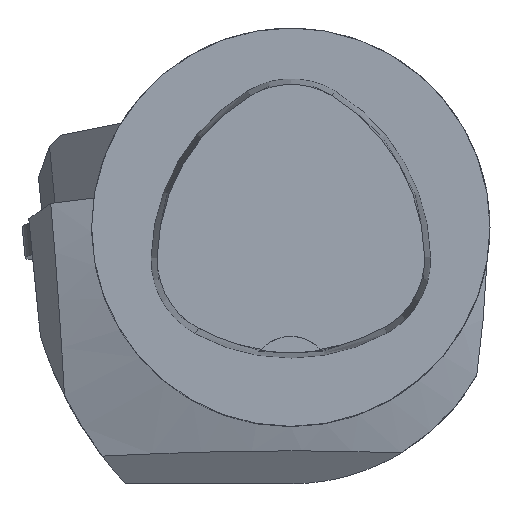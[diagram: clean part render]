
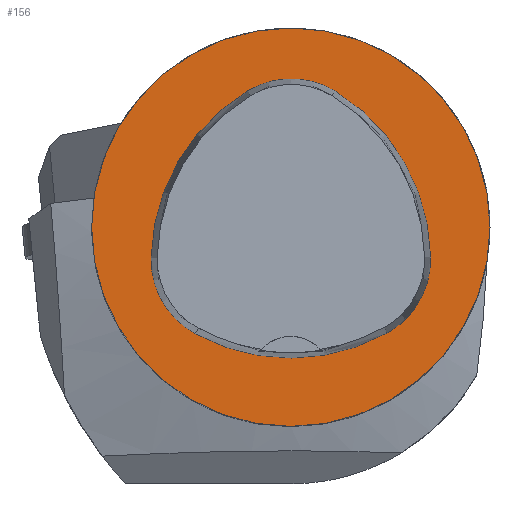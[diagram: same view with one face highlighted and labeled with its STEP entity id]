
A CAD part, top view. The second image highlights one B-rep face of the part: STEP entity #156.
In plain terms, the highlighted face is planar.
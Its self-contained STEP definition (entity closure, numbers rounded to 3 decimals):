
#122=FACE_BOUND('',#359,.T.);
#123=FACE_BOUND('',#360,.T.);
#156=ADVANCED_FACE('',(#122,#123),#235,.T.);
#235=PLANE('',#1551);
#359=EDGE_LOOP('',(#557));
#360=EDGE_LOOP('',(#558,#559,#560,#561,#562,#563));
#474=CIRCLE('',#1544,20.);
#475=CIRCLE('',#1545,20.);
#476=CIRCLE('',#1546,8.5);
#477=CIRCLE('',#1547,20.);
#478=CIRCLE('',#1548,8.5);
#479=CIRCLE('',#1549,20.);
#480=CIRCLE('',#1550,8.5);
#557=ORIENTED_EDGE('',*,*,#1073,.F.);
#558=ORIENTED_EDGE('',*,*,#1074,.T.);
#559=ORIENTED_EDGE('',*,*,#1075,.T.);
#560=ORIENTED_EDGE('',*,*,#1076,.T.);
#561=ORIENTED_EDGE('',*,*,#1077,.T.);
#562=ORIENTED_EDGE('',*,*,#1078,.T.);
#563=ORIENTED_EDGE('',*,*,#1079,.T.);
#943=VERTEX_POINT('',#2253);
#944=VERTEX_POINT('',#2255);
#945=VERTEX_POINT('',#2256);
#946=VERTEX_POINT('',#2258);
#947=VERTEX_POINT('',#2260);
#948=VERTEX_POINT('',#2262);
#949=VERTEX_POINT('',#2264);
#1073=EDGE_CURVE('',#943,#943,#474,.T.);
#1074=EDGE_CURVE('',#944,#945,#475,.T.);
#1075=EDGE_CURVE('',#945,#946,#476,.T.);
#1076=EDGE_CURVE('',#946,#947,#477,.T.);
#1077=EDGE_CURVE('',#947,#948,#478,.T.);
#1078=EDGE_CURVE('',#948,#949,#479,.T.);
#1079=EDGE_CURVE('',#949,#944,#480,.T.);
#1544=AXIS2_PLACEMENT_3D('',#2252,#1725,#1726);
#1545=AXIS2_PLACEMENT_3D('',#2254,#1727,#1728);
#1546=AXIS2_PLACEMENT_3D('',#2257,#1729,#1730);
#1547=AXIS2_PLACEMENT_3D('',#2259,#1731,#1732);
#1548=AXIS2_PLACEMENT_3D('',#2261,#1733,#1734);
#1549=AXIS2_PLACEMENT_3D('',#2263,#1735,#1736);
#1550=AXIS2_PLACEMENT_3D('',#2265,#1737,#1738);
#1551=AXIS2_PLACEMENT_3D('',#2266,#1739,#1740);
#1725=DIRECTION('',(0.,-1.,0.));
#1726=DIRECTION('',(0.,0.,-1.));
#1727=DIRECTION('',(0.,-1.,0.));
#1728=DIRECTION('',(-1.,0.,0.));
#1729=DIRECTION('',(0.,-1.,0.));
#1730=DIRECTION('',(-1.,0.,0.));
#1731=DIRECTION('',(0.,-1.,0.));
#1732=DIRECTION('',(-1.,0.,0.));
#1733=DIRECTION('',(0.,-1.,0.));
#1734=DIRECTION('',(-1.,0.,0.));
#1735=DIRECTION('',(0.,-1.,0.));
#1736=DIRECTION('',(-1.,0.,0.));
#1737=DIRECTION('',(0.,-1.,0.));
#1738=DIRECTION('',(-1.,0.,0.));
#1739=DIRECTION('',(0.,1.,0.));
#1740=DIRECTION('',(0.,0.,1.));
#2252=CARTESIAN_POINT('',(-24.19,50.,0.05));
#2253=CARTESIAN_POINT('',(-24.19,50.,-19.95));
#2254=CARTESIAN_POINT('',(-24.168,50.,6.914));
#2255=CARTESIAN_POINT('',(-33.845,50.,-10.589));
#2256=CARTESIAN_POINT('',(-14.602,50.,-10.649));
#2257=CARTESIAN_POINT('',(-18.668,50.,-3.185));
#2258=CARTESIAN_POINT('',(-10.169,50.,-3.025));
#2259=CARTESIAN_POINT('',(-30.166,50.,-3.4));
#2260=CARTESIAN_POINT('',(-19.843,50.,13.73));
#2261=CARTESIAN_POINT('',(-24.23,50.,6.45));
#2262=CARTESIAN_POINT('',(-28.662,50.,13.703));
#2263=CARTESIAN_POINT('',(-18.235,50.,-3.364));
#2264=CARTESIAN_POINT('',(-38.231,50.,-2.992));
#2265=CARTESIAN_POINT('',(-29.733,50.,-3.15));
#2266=CARTESIAN_POINT('',(-4.19,50.,0.05));
